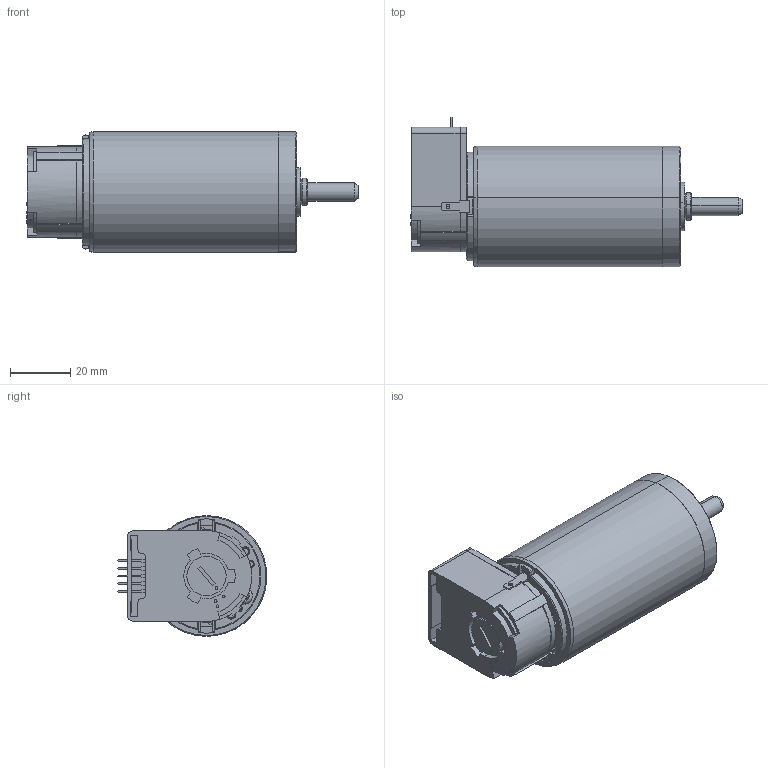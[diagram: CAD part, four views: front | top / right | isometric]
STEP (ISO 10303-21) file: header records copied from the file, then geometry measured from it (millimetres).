
FILE_DESCRIPTION (( 'STEP AP203' ), '1' );
FILE_NAME ('Motor.STEP', '2018-04-13T15:04:07', ( '' ), ( '' ), 'SwSTEP 2.0', 'SolidWorks 2018', '' );
FILE_SCHEMA (( 'CONFIG_CONTROL_DESIGN' ));
Length unit declared in the file: millimetre
Products named in the file (3): Encoder; Motor; Maxon RE40
Assembly tree (2 placements, depth 2):
  Motor
    Maxon RE40
    Encoder
Bounding box: 110 x 49.59 x 39.99 mm (x, y, z)
Volume: 89295.8 mm3; surface area: 19767.6 mm2
Topology: 3 solids, 5 shells, 640 faces, 1672 edges, 1083 vertices
Faces by surface type: plane 304, cylinder 220, cone 69, bspline 47
Entity records: 21073 total; most frequent: CARTESIAN_POINT 4810, DIRECTION 3366, ORIENTED_EDGE 3324, EDGE_CURVE 1670, AXIS2_PLACEMENT_3D 1187, VERTEX_POINT 1083, LINE 992, VECTOR 992
